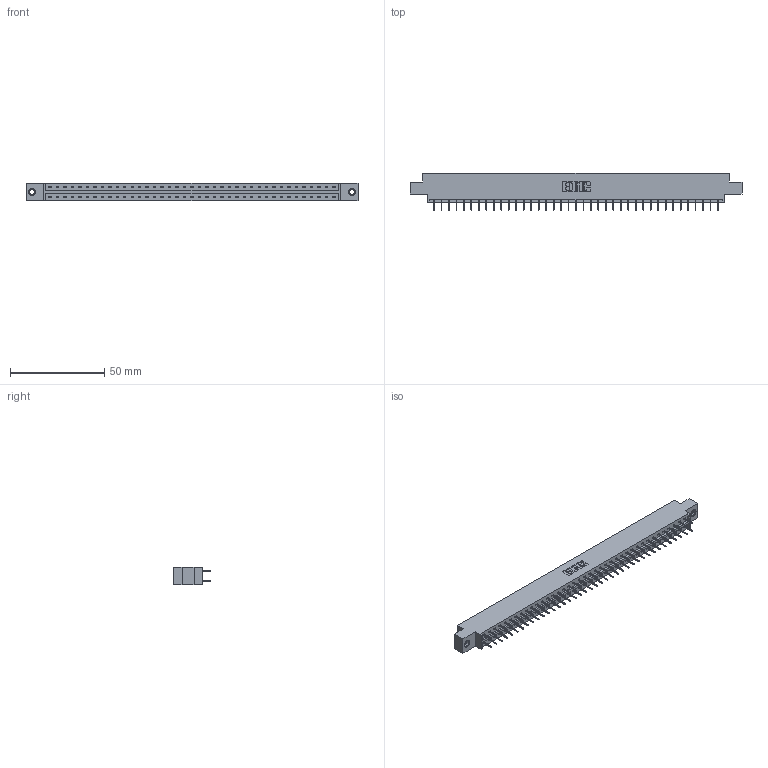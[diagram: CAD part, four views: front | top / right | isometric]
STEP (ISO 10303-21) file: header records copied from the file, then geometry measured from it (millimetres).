
FILE_DESCRIPTION (( 'STEP AP203' ), '1' );
FILE_NAME ('833-078-524-807.STEP', '2020-06-05T19:56:05', ( '' ), ( '' ), 'SwSTEP 2.0', 'SolidWorks 2020', '' );
FILE_SCHEMA (( 'CONFIG_CONTROL_DESIGN' ));
Length unit declared in the file: inch
Products named in the file (4): 345-292-001_345-293-124; 833 Part_Offset - .156 Dia - TI; 833-078-524-807; 345-250-001_345-250-005-103
Assembly tree (81 placements, depth 2):
  833-078-524-807
    833 Part_Offset - .156 Dia - TI
    345-292-001_345-293-124  x78
    345-250-001_345-250-005-103  x2
Bounding box: 176.07 x 19.69 x 9.4 mm (x, y, z)
Volume: 17588.6 mm3; surface area: 20662.6 mm2
Topology: 81 solids, 81 shells, 4546 faces, 12861 edges, 8254 vertices
Faces by surface type: plane 3382, cylinder 1148, cone 12, torus 4
Entity records: 26870 total; most frequent: CARTESIAN_POINT 4441, ORIENTED_EDGE 4370, DIRECTION 3831, EDGE_CURVE 2185, LINE 2041, VECTOR 2041, VERTEX_POINT 1448, AXIS2_PLACEMENT_3D 895
